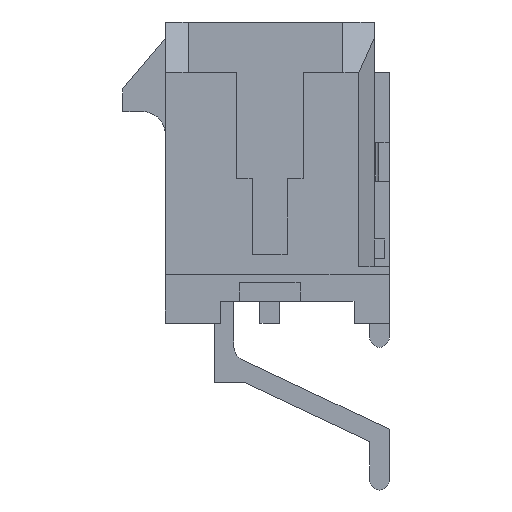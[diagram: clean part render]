
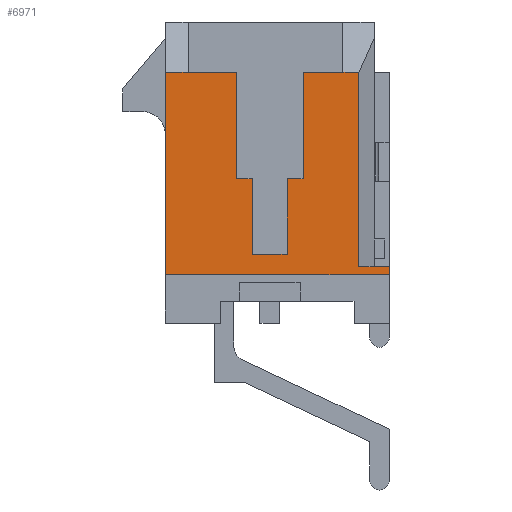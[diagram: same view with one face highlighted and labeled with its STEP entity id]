
A CAD part, left-side view. The second image highlights one B-rep face of the part: STEP entity #6971.
In plain terms, the highlighted planar face has unit normal (-1, 0, 0).
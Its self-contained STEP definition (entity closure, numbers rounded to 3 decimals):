
#1411=DIRECTION('',(0.,0.,-1.));
#1412=VECTOR('',#1411,3.5);
#1413=CARTESIAN_POINT('',(-7.825,-1.1,3.305));
#1414=LINE('',#1413,#1412);
#1415=DIRECTION('',(0.,1.,0.));
#1416=VECTOR('',#1415,1.31);
#1417=CARTESIAN_POINT('',(-7.825,-2.41,3.305));
#1418=LINE('',#1417,#1416);
#1419=DIRECTION('',(0.,-1.,0.));
#1420=VECTOR('',#1419,0.525);
#1421=CARTESIAN_POINT('',(-7.825,-2.41,3.305));
#1422=LINE('',#1421,#1420);
#1423=DIRECTION('',(0.,0.,-1.));
#1424=VECTOR('',#1423,6.41);
#1425=CARTESIAN_POINT('',(-7.825,-2.935,3.305));
#1426=LINE('',#1425,#1424);
#1427=DIRECTION('',(0.,0.,-1.));
#1428=VECTOR('',#1427,0.25);
#1429=CARTESIAN_POINT('',(-7.825,-3.935,-3.105));
#1430=LINE('',#1429,#1428);
#1431=DIRECTION('',(0.,1.,0.));
#1432=VECTOR('',#1431,7.37);
#1433=CARTESIAN_POINT('',(-7.825,-3.935,-3.355));
#1434=LINE('',#1433,#1432);
#1435=DIRECTION('',(0.,0.,1.));
#1436=VECTOR('',#1435,6.66);
#1437=CARTESIAN_POINT('',(-7.825,3.435,-3.355));
#1438=LINE('',#1437,#1436);
#1439=DIRECTION('',(0.,-1.,0.));
#1440=VECTOR('',#1439,0.755);
#1441=CARTESIAN_POINT('',(-7.825,3.435,3.305));
#1442=LINE('',#1441,#1440);
#1443=DIRECTION('',(0.,1.,0.));
#1444=VECTOR('',#1443,1.58);
#1445=CARTESIAN_POINT('',(-7.825,1.1,3.305));
#1446=LINE('',#1445,#1444);
#1447=DIRECTION('',(0.,0.,-1.));
#1448=VECTOR('',#1447,3.5);
#1449=CARTESIAN_POINT('',(-7.825,1.1,3.305));
#1450=LINE('',#1449,#1448);
#1451=DIRECTION('',(0.,1.,0.));
#1452=VECTOR('',#1451,0.525);
#1453=CARTESIAN_POINT('',(-7.825,0.575,-0.195));
#1454=LINE('',#1453,#1452);
#1455=DIRECTION('',(0.,0.,1.));
#1456=VECTOR('',#1455,2.5);
#1457=CARTESIAN_POINT('',(-7.825,0.575,-2.695));
#1458=LINE('',#1457,#1456);
#1459=DIRECTION('',(0.,1.,0.));
#1460=VECTOR('',#1459,1.15);
#1461=CARTESIAN_POINT('',(-7.825,-0.575,-2.695));
#1462=LINE('',#1461,#1460);
#1463=DIRECTION('',(0.,0.,-1.));
#1464=VECTOR('',#1463,2.5);
#1465=CARTESIAN_POINT('',(-7.825,-0.575,-0.195));
#1466=LINE('',#1465,#1464);
#1467=DIRECTION('',(0.,1.,0.));
#1468=VECTOR('',#1467,0.525);
#1469=CARTESIAN_POINT('',(-7.825,-1.1,-0.195));
#1470=LINE('',#1469,#1468);
#2593=DIRECTION('',(0.,1.,0.));
#2594=VECTOR('',#2593,1.);
#2595=CARTESIAN_POINT('',(-7.825,-3.935,-3.105));
#2596=LINE('',#2595,#2594);
#4036=CARTESIAN_POINT('',(-7.825,3.435,3.305));
#4038=VERTEX_POINT('',#4036);
#4085=CARTESIAN_POINT('',(-7.825,-3.935,-3.105));
#4086=CARTESIAN_POINT('',(-7.825,-2.935,-3.105));
#4087=VERTEX_POINT('',#4085);
#4088=VERTEX_POINT('',#4086);
#4093=CARTESIAN_POINT('',(-7.825,2.68,3.305));
#4094=VERTEX_POINT('',#4093);
#4095=CARTESIAN_POINT('',(-7.825,-2.41,3.305));
#4096=VERTEX_POINT('',#4095);
#4215=CARTESIAN_POINT('',(-7.825,-1.1,3.305));
#4216=CARTESIAN_POINT('',(-7.825,-1.1,-0.195));
#4217=VERTEX_POINT('',#4215);
#4218=VERTEX_POINT('',#4216);
#4219=CARTESIAN_POINT('',(-7.825,-0.575,-0.195));
#4220=VERTEX_POINT('',#4219);
#4221=CARTESIAN_POINT('',(-7.825,-0.575,-2.695));
#4222=VERTEX_POINT('',#4221);
#4223=CARTESIAN_POINT('',(-7.825,0.575,-2.695));
#4224=VERTEX_POINT('',#4223);
#4225=CARTESIAN_POINT('',(-7.825,0.575,-0.195));
#4226=VERTEX_POINT('',#4225);
#4227=CARTESIAN_POINT('',(-7.825,1.1,-0.195));
#4228=VERTEX_POINT('',#4227);
#4229=CARTESIAN_POINT('',(-7.825,1.1,3.305));
#4230=VERTEX_POINT('',#4229);
#4973=CARTESIAN_POINT('',(-7.825,-3.935,-3.355));
#4974=CARTESIAN_POINT('',(-7.825,3.435,-3.355));
#4975=VERTEX_POINT('',#4973);
#4976=VERTEX_POINT('',#4974);
#4981=CARTESIAN_POINT('',(-7.825,-2.935,3.305));
#4982=VERTEX_POINT('',#4981);
#6935=CARTESIAN_POINT('',(-7.825,0.,0.));
#6936=DIRECTION('',(1.,0.,0.));
#6937=DIRECTION('',(0.,0.,-1.));
#6938=AXIS2_PLACEMENT_3D('',#6935,#6936,#6937);
#6939=PLANE('',#6938);
#6941=ORIENTED_EDGE('',*,*,#6940,.F.);
#6943=ORIENTED_EDGE('',*,*,#6942,.F.);
#6945=ORIENTED_EDGE('',*,*,#6944,.T.);
#6947=ORIENTED_EDGE('',*,*,#6946,.T.);
#6949=ORIENTED_EDGE('',*,*,#6948,.F.);
#6951=ORIENTED_EDGE('',*,*,#6950,.T.);
#6953=ORIENTED_EDGE('',*,*,#6952,.T.);
#6955=ORIENTED_EDGE('',*,*,#6954,.T.);
#6957=ORIENTED_EDGE('',*,*,#6956,.T.);
#6959=ORIENTED_EDGE('',*,*,#6958,.F.);
#6961=ORIENTED_EDGE('',*,*,#6960,.T.);
#6963=ORIENTED_EDGE('',*,*,#6962,.F.);
#6964=ORIENTED_EDGE('',*,*,#6928,.F.);
#6965=ORIENTED_EDGE('',*,*,#6814,.F.);
#6966=ORIENTED_EDGE('',*,*,#6885,.F.);
#6968=ORIENTED_EDGE('',*,*,#6967,.F.);
#6969=EDGE_LOOP('',(#6941,#6943,#6945,#6947,#6949,#6951,#6953,#6955,#6957,#6959,
#6961,#6963,#6964,#6965,#6966,#6968));
#6970=FACE_OUTER_BOUND('',#6969,.F.);
#6971=ADVANCED_FACE('',(#6970),#6939,.F.);
#6814=EDGE_CURVE('',#4222,#4224,#1462,.T.);
#6885=EDGE_CURVE('',#4220,#4222,#1466,.T.);
#6928=EDGE_CURVE('',#4224,#4226,#1458,.T.);
#6940=EDGE_CURVE('',#4217,#4218,#1414,.T.);
#6942=EDGE_CURVE('',#4096,#4217,#1418,.T.);
#6944=EDGE_CURVE('',#4096,#4982,#1422,.T.);
#6946=EDGE_CURVE('',#4982,#4088,#1426,.T.);
#6948=EDGE_CURVE('',#4087,#4088,#2596,.T.);
#6950=EDGE_CURVE('',#4087,#4975,#1430,.T.);
#6952=EDGE_CURVE('',#4975,#4976,#1434,.T.);
#6954=EDGE_CURVE('',#4976,#4038,#1438,.T.);
#6956=EDGE_CURVE('',#4038,#4094,#1442,.T.);
#6958=EDGE_CURVE('',#4230,#4094,#1446,.T.);
#6960=EDGE_CURVE('',#4230,#4228,#1450,.T.);
#6962=EDGE_CURVE('',#4226,#4228,#1454,.T.);
#6967=EDGE_CURVE('',#4218,#4220,#1470,.T.);
